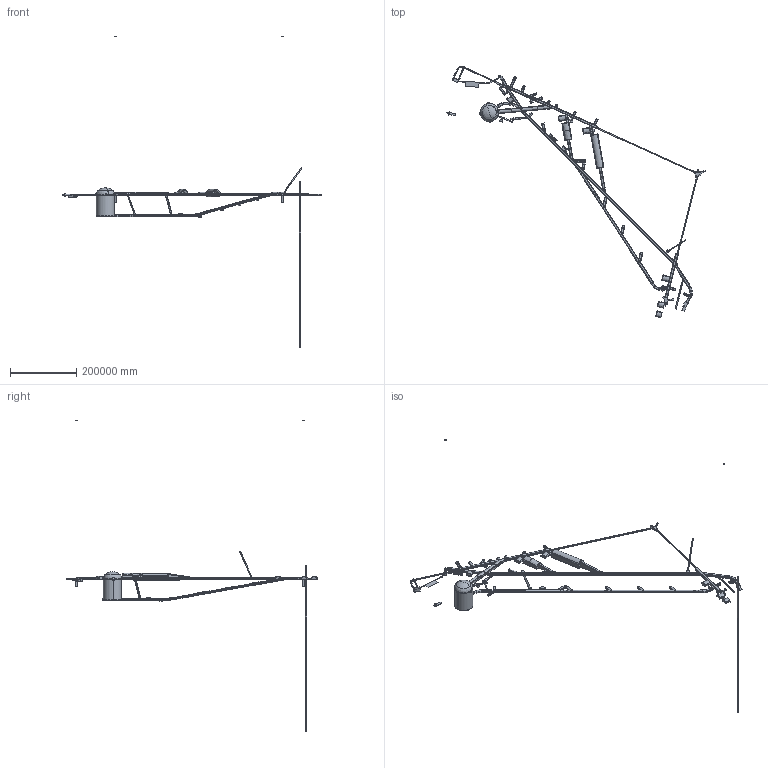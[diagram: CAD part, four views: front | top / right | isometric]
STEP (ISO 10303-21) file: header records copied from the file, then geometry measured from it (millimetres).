
FILE_DESCRIPTION(('CoCreate Modeling STEP Export'),'2;1');
FILE_NAME('4850L-FullAssy-06Apr10.stp','2010-04-06T15:45:48',(''),(''),'CoCreate Modeling STEP processor for AP214 (Solid Model)','CoCreate Modeling 16.00A 16-Aug-2008 (C) Parametric Technology GmbH','');
FILE_SCHEMA(('AUTOMOTIVE_DESIGN { 1 0 10303 214 1 1 1 1 }'));
Length unit declared in the file: millimetre
Products named in the file (213): NorthArrow; DirectionalArrows; CavernBack; EndWall-2.1; EndWall-2; Cavern; DriftTrans6x5-6x20; Drift6x5.2; Drift6x5.2.1; EOR-LM2; CavernAssy2; 4850LabModuleAssy-2; LC1UtilityRoom1.1; LC1UtilityRoom1; LC1UtilityRoom1.1.1; UtilityRoomAssy1; SecondaryDrift1; SecondaryDrift1.2; SecondaryDriftAssy; CavernLining1; CavernFloor; DomeLining.1; Alcove2a; Alcove2a.1; Alcove2a.1.1; CavityAssy1; 5040Drift6x4x25; 5040Drift6x4-C1.2; 5040Drift6x4x10; ExcavationPattern-BotLevel1; DriftMidVertBore1.1; DriftMidVertBore1; VertBore.1; DriftBotVertBore1; SecondaryRaiseBoreAssy1; Cal-AccelRoom; CalDriftExpansion; CalDriftExpansion.1; CalDriftAssy; LargeCavityAssy1 ...
Assembly tree (212 placements, depth 6):
  4850L-FullAssy-06Apr10
    4850LUX-Majorana
      DriftExt-15Jun09
      NewDrift-15Jun09
      CavernAssy
        Rail1
        Cavern.4
        Cavern.3
        Cavern.2.1
        Cavern.2
        Cavern.1-Annex
        Cavern.1
        Cavern
        Rail2
      floor
    5060AccessDriftAssy
      SecondaryRaiseBoreAssy2
        5640Drift5x5x8
        Shaft-4850to5060
      5060SubStation-Elec
      5060Drift6x4-C5
      5060RampAssy
        5060RampTrans
        5060Drift6x4x123-Slope
        5060Drift6x4x300-Slope
        5060MuckDrift6x4-1
        5060MuckDrift6x4-2
        5060MuckDrift6x4-3
        5060MuckDrift6x4-4
        5060RampTrans.1
      5060Drift6x4x162
      5060Drift6x4x116
      Drift5x5x17-Refuge.1
      5060MuckBayAssy
        5060MuckDrift6x4-Sump
      5060Drift6x4-C2
      Drift6x5C-5060Ramp
    NewDriftAssy4850
      4850Drift6x4x10-SecRaiseBore
      MiscDriftAssy
        AOR4.1
        Drift5x5.9.1.2.1.2
        Drift5x5x10-VentRaise
        AOR4
        Drift5x5.9.1.1
        AOR1
        AOR5
        Drift5x5.9.1.2.1.1
        Drift5x5.9.1.2
        AOR2
        Drift5x5.9.1.2.1
        VentRaiseto3950.1
        Drift5x5.9.1
        AOR5.1
      LabModUtilityRoomAssy2
        Room2
        EndWall2
      Drift6x5x300-East
      ElecSubStationAssy4
        Room1
Bounding box: 783891.23 x 758750.91 x 938400 mm (x, y, z)
Volume: 124272698872699 mm3; surface area: 273502855952.1 mm2
Topology: 173 solids, 174 shells, 2369 faces, 6014 edges, 3976 vertices
Faces by surface type: plane 1502, cylinder 668, torus 83, extrusion 69, bspline 33, revolution 7, sphere 4, cone 3
Full cylindrical faces by diameter (mm): 5000 x5
Entity records: 121467 total; most frequent: CARTESIAN_POINT 58082, ORIENTED_EDGE 11998, DIRECTION 11781, EDGE_CURVE 6005, VECTOR 4230, LINE 4164, VERTEX_POINT 3976, AXIS2_PLACEMENT_3D 3772
